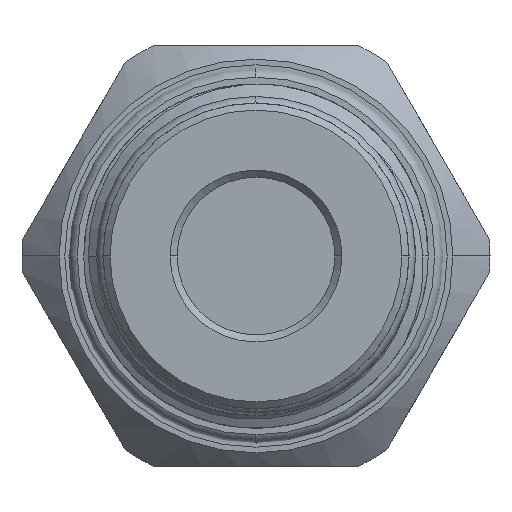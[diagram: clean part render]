
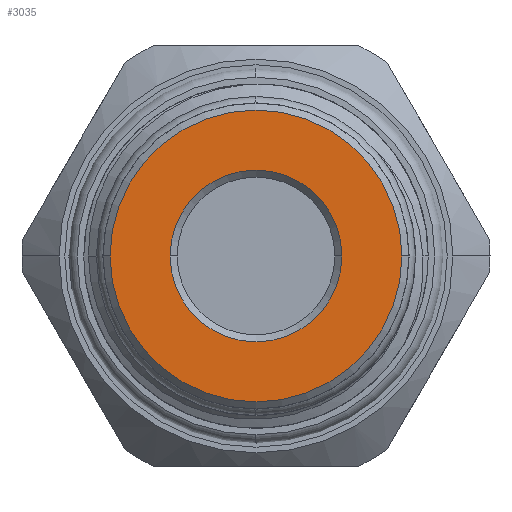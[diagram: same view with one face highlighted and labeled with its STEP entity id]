
A CAD part, left-side view. The second image highlights one B-rep face of the part: STEP entity #3035.
In plain terms, the highlighted planar face has unit normal (-1, 0, 0).
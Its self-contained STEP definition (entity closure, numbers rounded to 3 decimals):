
#1474 = EDGE_CURVE ( 'NONE', #3114, #14712, #2130, .T. ) ;
#2130 = CIRCLE ( 'NONE', #11415, 8.325 ) ;
#2307 = CARTESIAN_POINT ( 'NONE',  ( -73.054, -8.325, 0. ) ) ;
#2543 = EDGE_LOOP ( 'NONE', ( #12020, #11907 ) ) ;
#2813 = DIRECTION ( 'NONE',  ( -1., 0., 0. ) ) ;
#3035 = ADVANCED_FACE ( 'NONE', ( #14363, #6516 ), #3217, .F. ) ;
#3114 = VERTEX_POINT ( 'NONE', #2307 ) ;
#3217 = PLANE ( 'NONE',  #7495 ) ;
#3733 = ORIENTED_EDGE ( 'NONE', *, *, #9238, .T. ) ;
#3978 = DIRECTION ( 'NONE',  ( 0., 1., 0. ) ) ;
#4293 = DIRECTION ( 'NONE',  ( 1., 0., 0. ) ) ;
#4298 = DIRECTION ( 'NONE',  ( 0., -1., 0. ) ) ;
#4811 = AXIS2_PLACEMENT_3D ( 'NONE', #11926, #2813, #3978 ) ;
#5860 = CIRCLE ( 'NONE', #11109, 4.9 ) ;
#6516 = FACE_OUTER_BOUND ( 'NONE', #2543, .T. ) ;
#6621 = CARTESIAN_POINT ( 'NONE',  ( -73.054, 0., 0. ) ) ;
#6721 = EDGE_CURVE ( 'NONE', #14483, #14333, #7325, .T. ) ;
#6870 = CARTESIAN_POINT ( 'NONE',  ( -73.054, 8.325, 0. ) ) ;
#7236 = ORIENTED_EDGE ( 'NONE', *, *, #6721, .T. ) ;
#7325 = CIRCLE ( 'NONE', #10994, 4.9 ) ;
#7495 = AXIS2_PLACEMENT_3D ( 'NONE', #6621, #14552, #4298 ) ;
#8942 = DIRECTION ( 'NONE',  ( 0., 1., 0. ) ) ;
#8951 = EDGE_LOOP ( 'NONE', ( #7236, #3733 ) ) ;
#9238 = EDGE_CURVE ( 'NONE', #14333, #14483, #5860, .T. ) ;
#10875 = DIRECTION ( 'NONE',  ( 1., 0., 0. ) ) ;
#10994 = AXIS2_PLACEMENT_3D ( 'NONE', #11076, #10875, #11979 ) ;
#11014 = CARTESIAN_POINT ( 'NONE',  ( -73.054, -4.9, 0. ) ) ;
#11059 = EDGE_CURVE ( 'NONE', #14712, #3114, #11918, .T. ) ;
#11076 = CARTESIAN_POINT ( 'NONE',  ( -73.054, 0., 0. ) ) ;
#11109 = AXIS2_PLACEMENT_3D ( 'NONE', #11116, #4293, #14598 ) ;
#11116 = CARTESIAN_POINT ( 'NONE',  ( -73.054, 0., 0. ) ) ;
#11415 = AXIS2_PLACEMENT_3D ( 'NONE', #13430, #12481, #8942 ) ;
#11907 = ORIENTED_EDGE ( 'NONE', *, *, #11059, .T. ) ;
#11918 = CIRCLE ( 'NONE', #4811, 8.325 ) ;
#11926 = CARTESIAN_POINT ( 'NONE',  ( -73.054, 0., 0. ) ) ;
#11979 = DIRECTION ( 'NONE',  ( 0., -1., 0. ) ) ;
#12020 = ORIENTED_EDGE ( 'NONE', *, *, #1474, .T. ) ;
#12481 = DIRECTION ( 'NONE',  ( -1., 0., 0. ) ) ;
#13430 = CARTESIAN_POINT ( 'NONE',  ( -73.054, 0., 0. ) ) ;
#13557 = CARTESIAN_POINT ( 'NONE',  ( -73.054, 4.9, 0. ) ) ;
#14333 = VERTEX_POINT ( 'NONE', #11014 ) ;
#14363 = FACE_BOUND ( 'NONE', #8951, .T. ) ;
#14483 = VERTEX_POINT ( 'NONE', #13557 ) ;
#14552 = DIRECTION ( 'NONE',  ( 1., 0., 0. ) ) ;
#14598 = DIRECTION ( 'NONE',  ( 0., -1., 0. ) ) ;
#14712 = VERTEX_POINT ( 'NONE', #6870 ) ;
